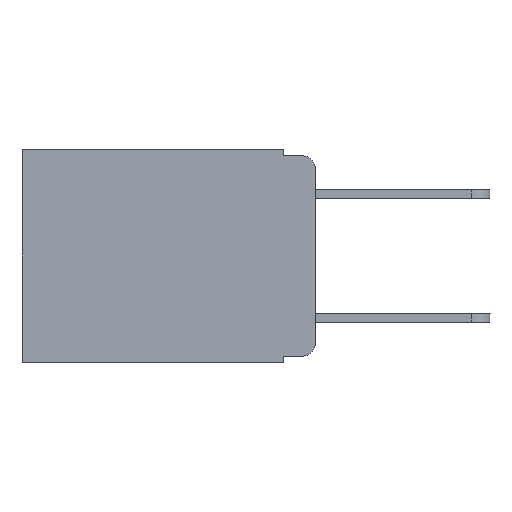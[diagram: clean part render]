
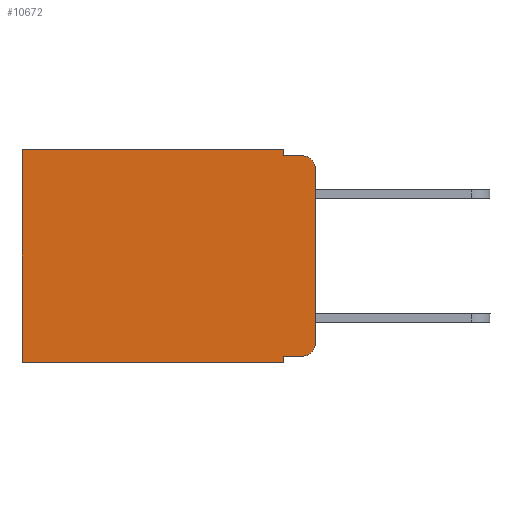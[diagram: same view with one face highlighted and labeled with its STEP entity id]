
A CAD part, left-side view. The second image highlights one B-rep face of the part: STEP entity #10672.
In plain terms, the highlighted planar face has unit normal (-1, 0, 0).
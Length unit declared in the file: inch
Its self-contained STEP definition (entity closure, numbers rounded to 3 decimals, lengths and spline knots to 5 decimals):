
#236 = DIRECTION ( 'NONE',  ( 0., 0., -1. ) ) ;
#240 = CARTESIAN_POINT ( 'NONE',  ( 0.298, 0.051, 0. ) ) ;
#245 = CARTESIAN_POINT ( 'NONE',  ( 0.298, 0.051, -0.01 ) ) ;
#341 = VERTEX_POINT ( 'NONE', #2777 ) ;
#373 = VERTEX_POINT ( 'NONE', #3926 ) ;
#562 = DIRECTION ( 'NONE',  ( 0., 1., 0. ) ) ;
#639 = CARTESIAN_POINT ( 'NONE',  ( 0.298, 0.051, -0.343 ) ) ;
#673 = VECTOR ( 'NONE', #6176, 39.37008 ) ;
#776 = ORIENTED_EDGE ( 'NONE', *, *, #9091, .T. ) ;
#777 = EDGE_CURVE ( 'NONE', #1033, #8245, #4641, .T. ) ;
#799 = VECTOR ( 'NONE', #4842, 39.37008 ) ;
#895 = CARTESIAN_POINT ( 'NONE',  ( 0.298, 0.473, 0. ) ) ;
#972 = DIRECTION ( 'NONE',  ( 0., 0., -1. ) ) ;
#1033 = VERTEX_POINT ( 'NONE', #8885 ) ;
#1072 = CARTESIAN_POINT ( 'NONE',  ( 0.298, 0., 0. ) ) ;
#1178 = CARTESIAN_POINT ( 'NONE',  ( 0.298, 0.051, 0. ) ) ;
#1330 = DIRECTION ( 'NONE',  ( 0., 0., -1. ) ) ;
#1575 = EDGE_CURVE ( 'NONE', #4320, #10431, #6992, .T. ) ;
#1676 = CARTESIAN_POINT ( 'NONE',  ( 0.298, 0.051, -0.333 ) ) ;
#1844 = CARTESIAN_POINT ( 'NONE',  ( 0.298, 0.051, -0.333 ) ) ;
#1920 = LINE ( 'NONE', #245, #9517 ) ;
#1940 = ORIENTED_EDGE ( 'NONE', *, *, #7837, .F. ) ;
#1957 = EDGE_CURVE ( 'NONE', #4320, #10802, #7249, .T. ) ;
#2118 = LINE ( 'NONE', #1072, #3216 ) ;
#2487 = CIRCLE ( 'NONE', #8060, 0.02 ) ;
#2534 = VECTOR ( 'NONE', #562, 39.37008 ) ;
#2609 = AXIS2_PLACEMENT_3D ( 'NONE', #7845, #3629, #236 ) ;
#2777 = CARTESIAN_POINT ( 'NONE',  ( 0.298, 0., -0.313 ) ) ;
#2814 = EDGE_CURVE ( 'NONE', #373, #3457, #1920, .T. ) ;
#2907 = VECTOR ( 'NONE', #972, 39.37008 ) ;
#2948 = LINE ( 'NONE', #240, #673 ) ;
#3121 = ORIENTED_EDGE ( 'NONE', *, *, #1957, .F. ) ;
#3216 = VECTOR ( 'NONE', #7082, 39.37008 ) ;
#3445 = CARTESIAN_POINT ( 'NONE',  ( 0.298, 0.02, -0.333 ) ) ;
#3457 = VERTEX_POINT ( 'NONE', #7188 ) ;
#3629 = DIRECTION ( 'NONE',  ( 1., 0., 0. ) ) ;
#3814 = CARTESIAN_POINT ( 'NONE',  ( 0.298, 0.051, 0. ) ) ;
#3926 = CARTESIAN_POINT ( 'NONE',  ( 0.298, 0.051, -0.01 ) ) ;
#4016 = CARTESIAN_POINT ( 'NONE',  ( 0.298, 0.02, -0.313 ) ) ;
#4070 = EDGE_CURVE ( 'NONE', #8237, #3457, #10924, .T. ) ;
#4320 = VERTEX_POINT ( 'NONE', #1844 ) ;
#4408 = PLANE ( 'NONE',  #2609 ) ;
#4427 = ORIENTED_EDGE ( 'NONE', *, *, #5576, .T. ) ;
#4541 = LINE ( 'NONE', #10677, #799 ) ;
#4641 = LINE ( 'NONE', #895, #2907 ) ;
#4801 = DIRECTION ( 'NONE',  ( 0., 0., -1. ) ) ;
#4842 = DIRECTION ( 'NONE',  ( 0., 1., 0. ) ) ;
#5025 = VECTOR ( 'NONE', #4801, 39.37008 ) ;
#5127 = ORIENTED_EDGE ( 'NONE', *, *, #777, .T. ) ;
#5471 = EDGE_CURVE ( 'NONE', #9685, #373, #2948, .T. ) ;
#5576 = EDGE_CURVE ( 'NONE', #9685, #1033, #4541, .T. ) ;
#5970 = AXIS2_PLACEMENT_3D ( 'NONE', #6419, #8304, #7059 ) ;
#6145 = DIRECTION ( 'NONE',  ( 0., -1., 0. ) ) ;
#6176 = DIRECTION ( 'NONE',  ( 0., 0., -1. ) ) ;
#6419 = CARTESIAN_POINT ( 'NONE',  ( 0.298, 0.02, -0.03 ) ) ;
#6454 = CARTESIAN_POINT ( 'NONE',  ( 0.298, 0.473, -0.343 ) ) ;
#6547 = DIRECTION ( 'NONE',  ( -1., 0., 0. ) ) ;
#6642 = ORIENTED_EDGE ( 'NONE', *, *, #4070, .T. ) ;
#6684 = ORIENTED_EDGE ( 'NONE', *, *, #2814, .F. ) ;
#6992 = LINE ( 'NONE', #1676, #9011 ) ;
#7059 = DIRECTION ( 'NONE',  ( 0., 0., -1. ) ) ;
#7082 = DIRECTION ( 'NONE',  ( 0., 0., -1. ) ) ;
#7188 = CARTESIAN_POINT ( 'NONE',  ( 0.298, 0.02, -0.01 ) ) ;
#7249 = LINE ( 'NONE', #1178, #5025 ) ;
#7391 = EDGE_CURVE ( 'NONE', #10802, #8245, #8111, .T. ) ;
#7603 = DIRECTION ( 'NONE',  ( 0., -1., 0. ) ) ;
#7837 = EDGE_CURVE ( 'NONE', #8237, #341, #2118, .T. ) ;
#7845 = CARTESIAN_POINT ( 'NONE',  ( 0.298, 0., 0. ) ) ;
#8060 = AXIS2_PLACEMENT_3D ( 'NONE', #4016, #6547, #1330 ) ;
#8111 = LINE ( 'NONE', #9905, #2534 ) ;
#8237 = VERTEX_POINT ( 'NONE', #8918 ) ;
#8245 = VERTEX_POINT ( 'NONE', #6454 ) ;
#8304 = DIRECTION ( 'NONE',  ( -1., 0., 0. ) ) ;
#8885 = CARTESIAN_POINT ( 'NONE',  ( 0.298, 0.473, 0. ) ) ;
#8918 = CARTESIAN_POINT ( 'NONE',  ( 0.298, 0., -0.03 ) ) ;
#9011 = VECTOR ( 'NONE', #7603, 39.37008 ) ;
#9091 = EDGE_CURVE ( 'NONE', #10431, #341, #2487, .T. ) ;
#9501 = EDGE_LOOP ( 'NONE', ( #1940, #6642, #6684, #10637, #4427, #5127, #10187, #3121, #10552, #776 ) ) ;
#9517 = VECTOR ( 'NONE', #6145, 39.37008 ) ;
#9685 = VERTEX_POINT ( 'NONE', #3814 ) ;
#9905 = CARTESIAN_POINT ( 'NONE',  ( 0.298, 0., -0.343 ) ) ;
#10187 = ORIENTED_EDGE ( 'NONE', *, *, #7391, .F. ) ;
#10431 = VERTEX_POINT ( 'NONE', #3445 ) ;
#10552 = ORIENTED_EDGE ( 'NONE', *, *, #1575, .T. ) ;
#10628 = FACE_OUTER_BOUND ( 'NONE', #9501, .T. ) ;
#10637 = ORIENTED_EDGE ( 'NONE', *, *, #5471, .F. ) ;
#10672 = ADVANCED_FACE ( 'NONE', ( #10628 ), #4408, .F. ) ;
#10677 = CARTESIAN_POINT ( 'NONE',  ( 0.298, 0., 0. ) ) ;
#10802 = VERTEX_POINT ( 'NONE', #639 ) ;
#10924 = CIRCLE ( 'NONE', #5970, 0.02 ) ;
